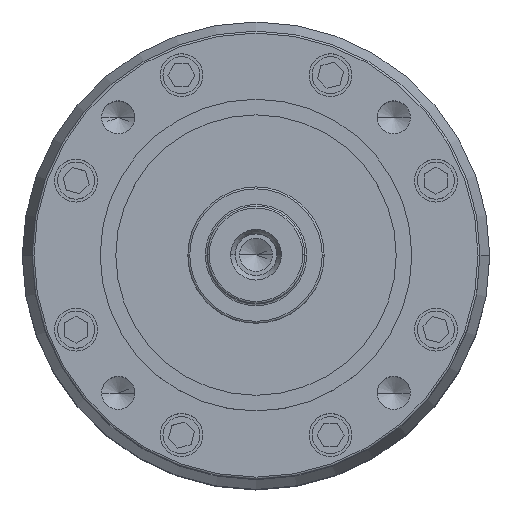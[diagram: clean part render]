
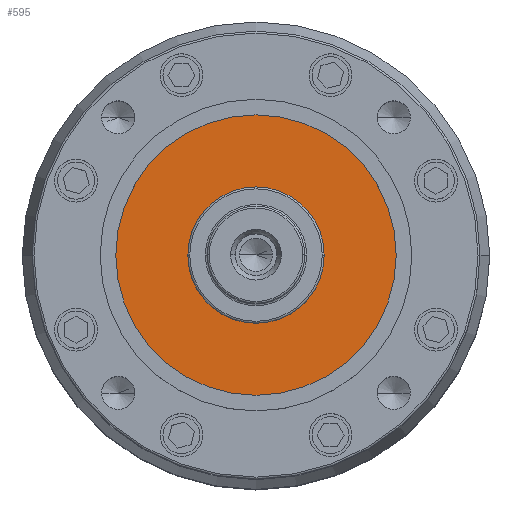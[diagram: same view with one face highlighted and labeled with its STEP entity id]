
A CAD part, top view. The second image highlights one B-rep face of the part: STEP entity #595.
In plain terms, the highlighted planar face has unit normal (0, 0, 1).
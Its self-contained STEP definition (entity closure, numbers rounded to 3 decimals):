
#62 = EDGE_CURVE ( 'NONE', #6526, #5266, #6721, .T. ) ;
#122 = CIRCLE ( 'NONE', #1061, 36. ) ;
#182 = EDGE_LOOP ( 'NONE', ( #1760, #4209 ) ) ;
#407 = EDGE_CURVE ( 'NONE', #5908, #7124, #2262, .T. ) ;
#595 = ADVANCED_FACE ( 'NONE', ( #8028, #2714 ), #4418, .T. ) ;
#898 = DIRECTION ( 'NONE',  ( 1., 0., 0. ) ) ;
#1061 = AXIS2_PLACEMENT_3D ( 'NONE', #7049, #3214, #7696 ) ;
#1371 = CIRCLE ( 'NONE', #5610, 17.5 ) ;
#1373 = CARTESIAN_POINT ( 'NONE',  ( -17.5, 0., 173. ) ) ;
#1760 = ORIENTED_EDGE ( 'NONE', *, *, #407, .T. ) ;
#2075 = DIRECTION ( 'NONE',  ( 0., 0., 1. ) ) ;
#2209 = CARTESIAN_POINT ( 'NONE',  ( 0., 0., 173. ) ) ;
#2262 = CIRCLE ( 'NONE', #5672, 36. ) ;
#2595 = ORIENTED_EDGE ( 'NONE', *, *, #6909, .F. ) ;
#2714 = FACE_OUTER_BOUND ( 'NONE', #182, .T. ) ;
#2804 = DIRECTION ( 'NONE',  ( 1., 0., 0. ) ) ;
#2889 = ORIENTED_EDGE ( 'NONE', *, *, #62, .F. ) ;
#3214 = DIRECTION ( 'NONE',  ( 0., 0., 1. ) ) ;
#4043 = CARTESIAN_POINT ( 'NONE',  ( 0., 0., 173. ) ) ;
#4129 = CARTESIAN_POINT ( 'NONE',  ( 0., 0., 173. ) ) ;
#4208 = CARTESIAN_POINT ( 'NONE',  ( 17.5, 0., 173. ) ) ;
#4209 = ORIENTED_EDGE ( 'NONE', *, *, #7278, .T. ) ;
#4418 = PLANE ( 'NONE',  #4708 ) ;
#4468 = DIRECTION ( 'NONE',  ( 1., 0., 0. ) ) ;
#4677 = DIRECTION ( 'NONE',  ( 0., 0., 1. ) ) ;
#4708 = AXIS2_PLACEMENT_3D ( 'NONE', #4043, #4677, #898 ) ;
#5266 = VERTEX_POINT ( 'NONE', #1373 ) ;
#5610 = AXIS2_PLACEMENT_3D ( 'NONE', #2209, #6630, #2804 ) ;
#5672 = AXIS2_PLACEMENT_3D ( 'NONE', #4129, #8058, #4468 ) ;
#5846 = DIRECTION ( 'NONE',  ( 1., 0., 0. ) ) ;
#5908 = VERTEX_POINT ( 'NONE', #7202 ) ;
#6469 = AXIS2_PLACEMENT_3D ( 'NONE', #6482, #2075, #5846 ) ;
#6482 = CARTESIAN_POINT ( 'NONE',  ( 0., 0., 173. ) ) ;
#6526 = VERTEX_POINT ( 'NONE', #4208 ) ;
#6630 = DIRECTION ( 'NONE',  ( 0., 0., 1. ) ) ;
#6721 = CIRCLE ( 'NONE', #6469, 17.5 ) ;
#6890 = CARTESIAN_POINT ( 'NONE',  ( -36., 0., 173. ) ) ;
#6909 = EDGE_CURVE ( 'NONE', #5266, #6526, #1371, .T. ) ;
#7049 = CARTESIAN_POINT ( 'NONE',  ( 0., 0., 173. ) ) ;
#7124 = VERTEX_POINT ( 'NONE', #6890 ) ;
#7202 = CARTESIAN_POINT ( 'NONE',  ( 36., 0., 173. ) ) ;
#7233 = EDGE_LOOP ( 'NONE', ( #2595, #2889 ) ) ;
#7278 = EDGE_CURVE ( 'NONE', #7124, #5908, #122, .T. ) ;
#7696 = DIRECTION ( 'NONE',  ( 1., 0., 0. ) ) ;
#8028 = FACE_BOUND ( 'NONE', #7233, .T. ) ;
#8058 = DIRECTION ( 'NONE',  ( 0., 0., 1. ) ) ;
